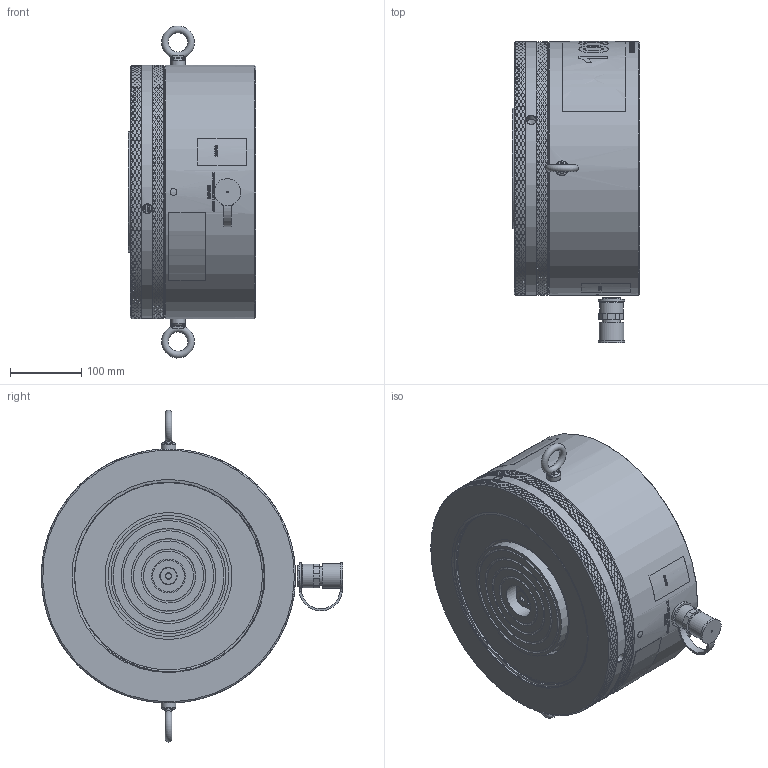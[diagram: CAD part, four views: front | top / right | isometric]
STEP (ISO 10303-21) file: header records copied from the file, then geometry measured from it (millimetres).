
FILE_DESCRIPTION (( 'STEP AP203' ), '1' );
FILE_NAME ('DER21014947 RGP4302.STEP', '2025-01-23T08:40:11', ( '' ), ( '' ), 'SwSTEP 2.0', 'SolidWorks 2022', '' );
FILE_SCHEMA (( 'CONFIG_CONTROL_DESIGN' ));
Products named in the file (1): DER21014947 RGP4302
Bounding box: 177.9 x 421.69 x 464.94 mm (x, y, z)
Surface area: 1046277.5 mm2 (no closed solid volume)
Topology: 0 solids, 716 shells, 4008 faces, 15844 edges, 12515 vertices
Faces by surface type: bspline 2335, cylinder 1509, plane 115, cone 39, torus 10
Full cylindrical faces by diameter (mm): 2.159 x1, 9.525 x1, 13.208 x3, 20 x2, 25.4 x1, 33.147 x1, 34.544 x1, 47.396 x1, 169.164 x1, 177.8 x1, 354.889 x1, 355.6 x2
Entity records: 238118 total; most frequent: CARTESIAN_POINT 159588, ORIENTED_EDGE 20830, EDGE_CURVE 15785, VERTEX_POINT 12499, DIRECTION 6037, EDGE_LOOP 4151, FACE_OUTER_BOUND 4029, ADVANCED_FACE 4008
